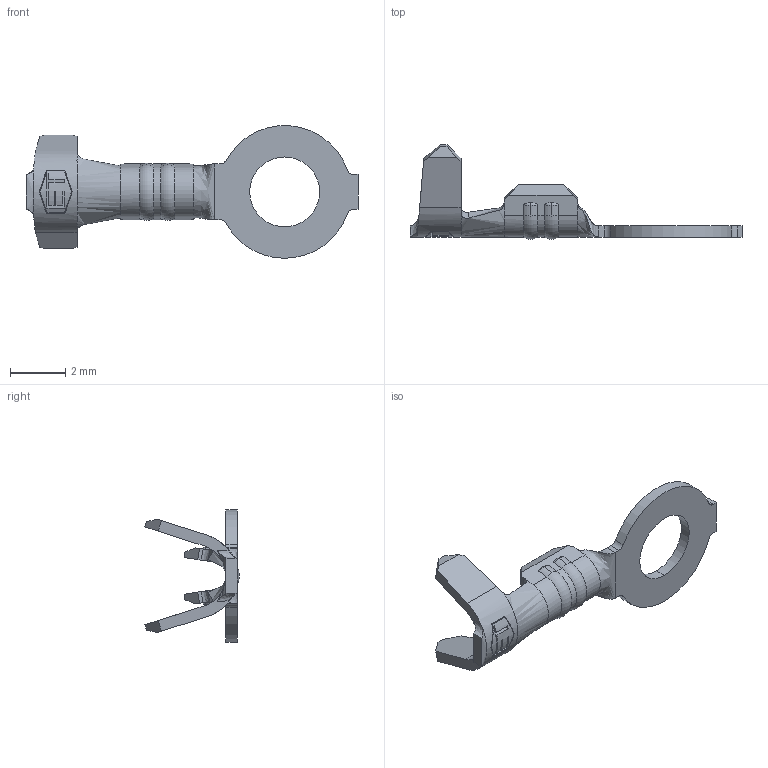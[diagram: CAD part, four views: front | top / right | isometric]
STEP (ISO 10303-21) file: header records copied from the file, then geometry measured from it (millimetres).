
FILE_DESCRIPTION (( 'STEP AP203' ), '1' );
FILE_NAME ('00480.STEP', '2015-02-17T12:55:11', ( '' ), ( '' ), 'SwSTEP 2.0', 'SolidWorks 2014', '' );
FILE_SCHEMA (( 'CONFIG_CONTROL_DESIGN' ));
Length unit declared in the file: inch
Products named in the file (1): 00480
Bounding box: 12.06 x 3.43 x 4.82 mm (x, y, z)
Volume: 16.7 mm3; surface area: 107.3 mm2
Topology: 1 solids, 1 shells, 149 faces, 403 edges, 260 vertices
Faces by surface type: plane 91, cylinder 26, bspline 18, torus 10, cone 4
Entity records: 5503 total; most frequent: CARTESIAN_POINT 1884, ORIENTED_EDGE 806, DIRECTION 633, EDGE_CURVE 403, VERTEX_POINT 260, LINE 249, VECTOR 249, AXIS2_PLACEMENT_3D 192
